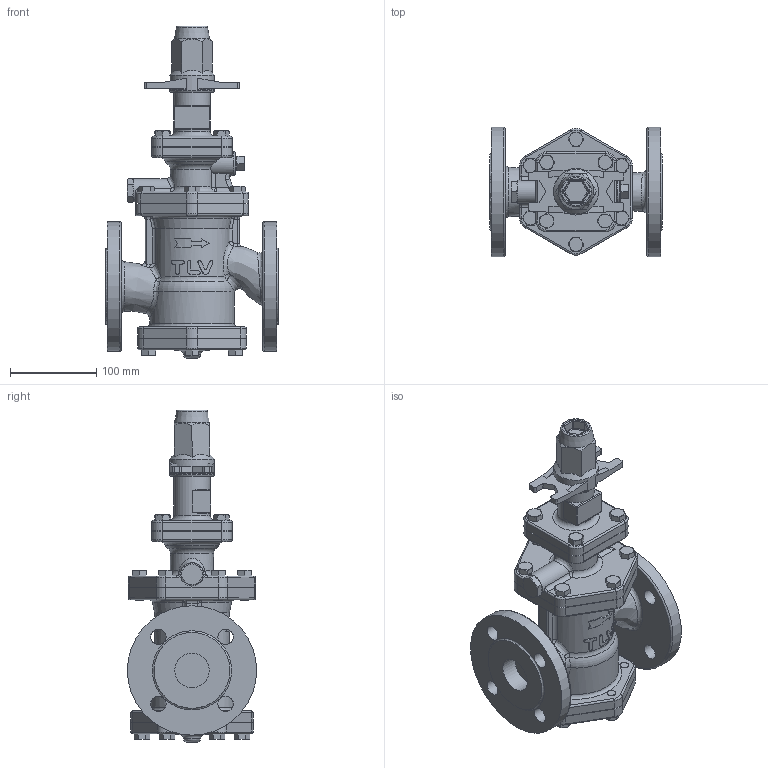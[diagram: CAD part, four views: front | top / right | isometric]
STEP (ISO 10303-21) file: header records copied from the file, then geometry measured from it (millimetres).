
FILE_DESCRIPTION(/* description */ (''),/* implementation_level */ '2;1');
FILE_NAME(/* name */ 'csr16-040-e0040-00.stp',/* time_stamp */ '2018-02-07T15:20:21+09:00',/* author */ ('nakaot'),/* organization */ (''),/* preprocessor_version */ 'ST-DEVELOPER v15.6',/* originating_system */ 'Autodesk Inventor 2015',/* authorisation */ '');
FILE_SCHEMA (('CONFIG_CONTROL_DESIGN'));
Length unit declared in the file: millimetre
Products named in the file (1): csr16-040-e0040-00
Bounding box: 200 x 150 x 385 mm (x, y, z)
Volume: 2878201.5 mm3; surface area: 314506.7 mm2
Topology: 1 solids, 1 shells, 814 faces, 1970 edges, 1203 vertices
Faces by surface type: plane 308, cylinder 209, cone 120, bspline 93, torus 69, sphere 15
Full cylindrical faces by diameter (mm): 10 x32, 12 x16, 18 x8, 27 x1, 28 x1, 40 x2, 42 x1, 52 x1, 70 x1, 90 x2, 98 x1, 150 x2
Entity records: 35761 total; most frequent: CARTESIAN_POINT 18351, ORIENTED_EDGE 3656, DIRECTION 3443, EDGE_CURVE 1828, AXIS2_PLACEMENT_3D 1385, VERTEX_POINT 1163, EDGE_LOOP 1009, FACE_OUTER_BOUND 814
